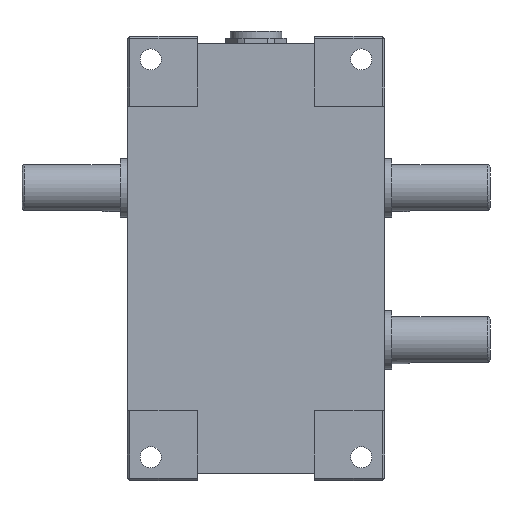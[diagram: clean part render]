
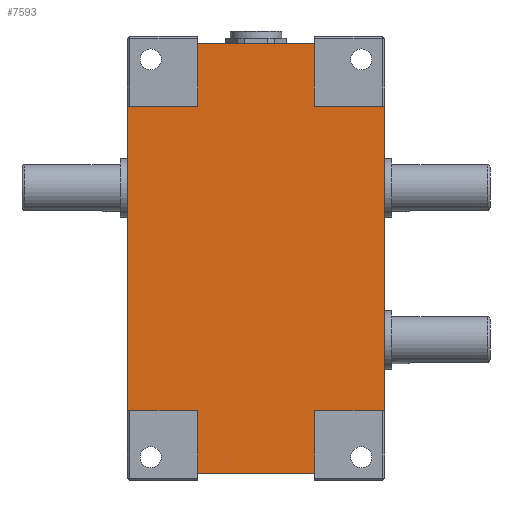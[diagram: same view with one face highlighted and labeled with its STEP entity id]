
A CAD part, front view. The second image highlights one B-rep face of the part: STEP entity #7593.
In plain terms, the highlighted planar face has unit normal (0, -1, 0).
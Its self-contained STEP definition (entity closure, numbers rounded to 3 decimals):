
#36 = EDGE_CURVE ( 'NONE', #13059, #18331, #12872, .T. ) ;
#135 = ORIENTED_EDGE ( 'NONE', *, *, #13335, .F. ) ;
#477 = LINE ( 'NONE', #5660, #16291 ) ;
#494 = LINE ( 'NONE', #4064, #17878 ) ;
#697 = PLANE ( 'NONE',  #18480 ) ;
#704 = DIRECTION ( 'NONE',  ( 1., 0., 0. ) ) ;
#780 = VECTOR ( 'NONE', #704, 1000. ) ;
#1873 = CARTESIAN_POINT ( 'NONE',  ( 55., -62., 35. ) ) ;
#2068 = CARTESIAN_POINT ( 'NONE',  ( -55., -62., -95. ) ) ;
#2119 = EDGE_CURVE ( 'NONE', #9935, #15982, #18270, .T. ) ;
#2303 = VERTEX_POINT ( 'NONE', #5546 ) ;
#2510 = DIRECTION ( 'NONE',  ( 0., 1., 0. ) ) ;
#2754 = CARTESIAN_POINT ( 'NONE',  ( 55., -62., -95. ) ) ;
#3014 = DIRECTION ( 'NONE',  ( 0., 0., 1. ) ) ;
#3643 = LINE ( 'NONE', #15041, #13493 ) ;
#3912 = EDGE_CURVE ( 'NONE', #20380, #16954, #16632, .T. ) ;
#4047 = EDGE_CURVE ( 'NONE', #13109, #6749, #17140, .T. ) ;
#4064 = CARTESIAN_POINT ( 'NONE',  ( 55., -62., 35. ) ) ;
#4094 = EDGE_LOOP ( 'NONE', ( #9507, #10611, #9293, #21095, #6920, #15273, #18081, #4515, #9514, #135, #19345, #8073 ) ) ;
#4188 = DIRECTION ( 'NONE',  ( 1., 0., 0. ) ) ;
#4515 = ORIENTED_EDGE ( 'NONE', *, *, #19640, .T. ) ;
#4547 = DIRECTION ( 'NONE',  ( 1., 0., 0. ) ) ;
#5092 = FACE_OUTER_BOUND ( 'NONE', #4094, .T. ) ;
#5540 = EDGE_CURVE ( 'NONE', #2303, #16684, #18511, .T. ) ;
#5546 = CARTESIAN_POINT ( 'NONE',  ( 25., -62., 35. ) ) ;
#5660 = CARTESIAN_POINT ( 'NONE',  ( -55., -62., -122. ) ) ;
#5719 = CARTESIAN_POINT ( 'NONE',  ( -55., -62., 35. ) ) ;
#5800 = DIRECTION ( 'NONE',  ( -1., 0., 0. ) ) ;
#5831 = DIRECTION ( 'NONE',  ( 0., 0., 1. ) ) ;
#5837 = EDGE_CURVE ( 'NONE', #13059, #20501, #477, .T. ) ;
#5931 = LINE ( 'NONE', #8355, #9301 ) ;
#5987 = CARTESIAN_POINT ( 'NONE',  ( -25., -62., -122. ) ) ;
#6749 = VERTEX_POINT ( 'NONE', #10344 ) ;
#6920 = ORIENTED_EDGE ( 'NONE', *, *, #17670, .T. ) ;
#7473 = DIRECTION ( 'NONE',  ( -1., 0., 0. ) ) ;
#7556 = CARTESIAN_POINT ( 'NONE',  ( -55., -62., 35. ) ) ;
#7593 = ADVANCED_FACE ( 'NONE', ( #5092 ), #697, .F. ) ;
#7954 = VECTOR ( 'NONE', #11379, 1000. ) ;
#7973 = CARTESIAN_POINT ( 'NONE',  ( 25., -62., -125. ) ) ;
#8073 = ORIENTED_EDGE ( 'NONE', *, *, #8777, .F. ) ;
#8229 = LINE ( 'NONE', #12945, #13903 ) ;
#8355 = CARTESIAN_POINT ( 'NONE',  ( -55., -62., -95. ) ) ;
#8777 = EDGE_CURVE ( 'NONE', #20380, #13109, #16453, .T. ) ;
#9293 = ORIENTED_EDGE ( 'NONE', *, *, #5837, .F. ) ;
#9301 = VECTOR ( 'NONE', #19785, 1000. ) ;
#9507 = ORIENTED_EDGE ( 'NONE', *, *, #3912, .T. ) ;
#9514 = ORIENTED_EDGE ( 'NONE', *, *, #2119, .T. ) ;
#9711 = VECTOR ( 'NONE', #7473, 1000. ) ;
#9935 = VERTEX_POINT ( 'NONE', #19816 ) ;
#10142 = DIRECTION ( 'NONE',  ( 0., 0., 1. ) ) ;
#10344 = CARTESIAN_POINT ( 'NONE',  ( -25., -62., 35. ) ) ;
#10510 = VECTOR ( 'NONE', #5831, 1000. ) ;
#10611 = ORIENTED_EDGE ( 'NONE', *, *, #13028, .F. ) ;
#11136 = CARTESIAN_POINT ( 'NONE',  ( -55., -62., 35. ) ) ;
#11379 = DIRECTION ( 'NONE',  ( 0., 0., 1. ) ) ;
#12485 = VECTOR ( 'NONE', #18200, 1000. ) ;
#12530 = CARTESIAN_POINT ( 'NONE',  ( -25., -62., -95. ) ) ;
#12872 = LINE ( 'NONE', #7973, #7954 ) ;
#12945 = CARTESIAN_POINT ( 'NONE',  ( 25., -62., -125. ) ) ;
#13028 = EDGE_CURVE ( 'NONE', #20501, #16954, #18429, .T. ) ;
#13059 = VERTEX_POINT ( 'NONE', #14608 ) ;
#13109 = VERTEX_POINT ( 'NONE', #11136 ) ;
#13335 = EDGE_CURVE ( 'NONE', #6749, #15982, #3643, .T. ) ;
#13493 = VECTOR ( 'NONE', #10142, 1000. ) ;
#13903 = VECTOR ( 'NONE', #3014, 1000. ) ;
#14316 = CARTESIAN_POINT ( 'NONE',  ( -55., -62., 35. ) ) ;
#14608 = CARTESIAN_POINT ( 'NONE',  ( 25., -62., -122. ) ) ;
#15041 = CARTESIAN_POINT ( 'NONE',  ( -25., -62., -125. ) ) ;
#15256 = CARTESIAN_POINT ( 'NONE',  ( 25., -62., -95. ) ) ;
#15273 = ORIENTED_EDGE ( 'NONE', *, *, #16768, .T. ) ;
#15717 = CARTESIAN_POINT ( 'NONE',  ( -55., -62., 35. ) ) ;
#15735 = CARTESIAN_POINT ( 'NONE',  ( 25., -62., 62. ) ) ;
#15982 = VERTEX_POINT ( 'NONE', #19944 ) ;
#16060 = CARTESIAN_POINT ( 'NONE',  ( -25., -62., -125. ) ) ;
#16075 = VECTOR ( 'NONE', #16277, 1000. ) ;
#16277 = DIRECTION ( 'NONE',  ( 0., 0., 1. ) ) ;
#16291 = VECTOR ( 'NONE', #5800, 1000. ) ;
#16453 = LINE ( 'NONE', #7556, #10510 ) ;
#16632 = LINE ( 'NONE', #20081, #12485 ) ;
#16684 = VERTEX_POINT ( 'NONE', #1873 ) ;
#16768 = EDGE_CURVE ( 'NONE', #21379, #16684, #494, .T. ) ;
#16954 = VERTEX_POINT ( 'NONE', #12530 ) ;
#17140 = LINE ( 'NONE', #15717, #780 ) ;
#17242 = DIRECTION ( 'NONE',  ( 0., 0., 1. ) ) ;
#17670 = EDGE_CURVE ( 'NONE', #18331, #21379, #5931, .T. ) ;
#17878 = VECTOR ( 'NONE', #17242, 1000. ) ;
#18081 = ORIENTED_EDGE ( 'NONE', *, *, #5540, .F. ) ;
#18200 = DIRECTION ( 'NONE',  ( 1., 0., 0. ) ) ;
#18270 = LINE ( 'NONE', #15735, #9711 ) ;
#18331 = VERTEX_POINT ( 'NONE', #15256 ) ;
#18429 = LINE ( 'NONE', #16060, #16075 ) ;
#18480 = AXIS2_PLACEMENT_3D ( 'NONE', #5719, #2510, #4188 ) ;
#18511 = LINE ( 'NONE', #14316, #18782 ) ;
#18782 = VECTOR ( 'NONE', #4547, 1000. ) ;
#19345 = ORIENTED_EDGE ( 'NONE', *, *, #4047, .F. ) ;
#19640 = EDGE_CURVE ( 'NONE', #2303, #9935, #8229, .T. ) ;
#19785 = DIRECTION ( 'NONE',  ( 1., 0., 0. ) ) ;
#19816 = CARTESIAN_POINT ( 'NONE',  ( 25., -62., 62. ) ) ;
#19944 = CARTESIAN_POINT ( 'NONE',  ( -25., -62., 62. ) ) ;
#20081 = CARTESIAN_POINT ( 'NONE',  ( -55., -62., -95. ) ) ;
#20380 = VERTEX_POINT ( 'NONE', #2068 ) ;
#20501 = VERTEX_POINT ( 'NONE', #5987 ) ;
#21095 = ORIENTED_EDGE ( 'NONE', *, *, #36, .T. ) ;
#21379 = VERTEX_POINT ( 'NONE', #2754 ) ;
